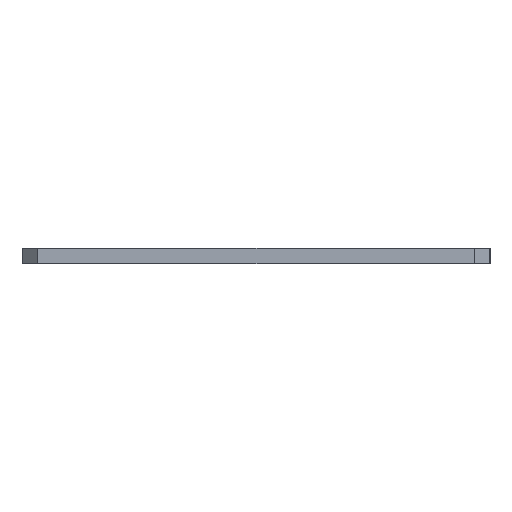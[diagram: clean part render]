
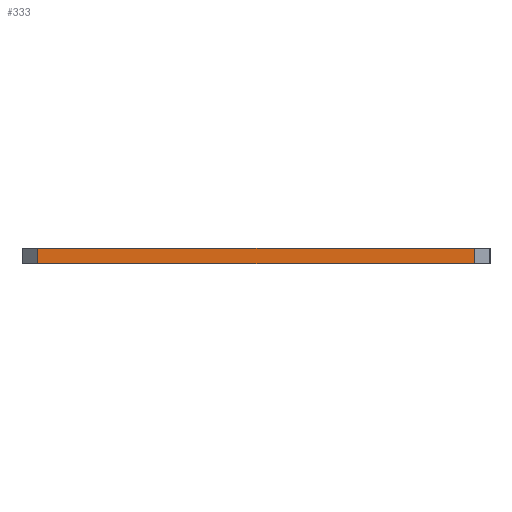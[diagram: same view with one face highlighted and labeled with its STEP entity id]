
A CAD part, front view. The second image highlights one B-rep face of the part: STEP entity #333.
In plain terms, the highlighted planar face has unit normal (0, -1, 0).
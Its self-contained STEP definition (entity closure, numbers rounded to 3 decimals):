
#55 = LINE ( 'NONE', #290, #292 ) ;
#73 = CARTESIAN_POINT ( 'NONE',  ( 58., -60., -2. ) ) ;
#82 = LINE ( 'NONE', #443, #157 ) ;
#148 = CARTESIAN_POINT ( 'NONE',  ( 58., -60., 0. ) ) ;
#157 = VECTOR ( 'NONE', #259, 1000. ) ;
#167 = EDGE_CURVE ( 'NONE', #205, #457, #308, .T. ) ;
#183 = ORIENTED_EDGE ( 'NONE', *, *, #518, .T. ) ;
#205 = VERTEX_POINT ( 'NONE', #73 ) ;
#215 = DIRECTION ( 'NONE',  ( 0., 0., 1. ) ) ;
#221 = CARTESIAN_POINT ( 'NONE',  ( 0., -60., -2. ) ) ;
#239 = AXIS2_PLACEMENT_3D ( 'NONE', #221, #768, #215 ) ;
#259 = DIRECTION ( 'NONE',  ( 0., 0., -1. ) ) ;
#275 = VERTEX_POINT ( 'NONE', #563 ) ;
#290 = CARTESIAN_POINT ( 'NONE',  ( 0., -60., 0. ) ) ;
#292 = VECTOR ( 'NONE', #609, 1000. ) ;
#308 = LINE ( 'NONE', #608, #772 ) ;
#333 = ADVANCED_FACE ( 'NONE', ( #461 ), #645, .F. ) ;
#379 = VERTEX_POINT ( 'NONE', #638 ) ;
#392 = ORIENTED_EDGE ( 'NONE', *, *, #405, .F. ) ;
#405 = EDGE_CURVE ( 'NONE', #205, #379, #705, .T. ) ;
#428 = DIRECTION ( 'NONE',  ( 0., 0., 1. ) ) ;
#436 = ORIENTED_EDGE ( 'NONE', *, *, #437, .T. ) ;
#437 = EDGE_CURVE ( 'NONE', #457, #275, #55, .T. ) ;
#443 = CARTESIAN_POINT ( 'NONE',  ( 2., -60., -2. ) ) ;
#457 = VERTEX_POINT ( 'NONE', #148 ) ;
#461 = FACE_OUTER_BOUND ( 'NONE', #523, .T. ) ;
#475 = DIRECTION ( 'NONE',  ( -1., 0., 0. ) ) ;
#518 = EDGE_CURVE ( 'NONE', #275, #379, #82, .T. ) ;
#523 = EDGE_LOOP ( 'NONE', ( #392, #693, #436, #183 ) ) ;
#530 = CARTESIAN_POINT ( 'NONE',  ( 0., -60., -2. ) ) ;
#563 = CARTESIAN_POINT ( 'NONE',  ( 2., -60., 0. ) ) ;
#608 = CARTESIAN_POINT ( 'NONE',  ( 58., -60., -2. ) ) ;
#609 = DIRECTION ( 'NONE',  ( -1., 0., 0. ) ) ;
#638 = CARTESIAN_POINT ( 'NONE',  ( 2., -60., -2. ) ) ;
#645 = PLANE ( 'NONE',  #239 ) ;
#660 = VECTOR ( 'NONE', #475, 1000. ) ;
#693 = ORIENTED_EDGE ( 'NONE', *, *, #167, .T. ) ;
#705 = LINE ( 'NONE', #530, #660 ) ;
#768 = DIRECTION ( 'NONE',  ( 0., 1., 0. ) ) ;
#772 = VECTOR ( 'NONE', #428, 1000. ) ;
